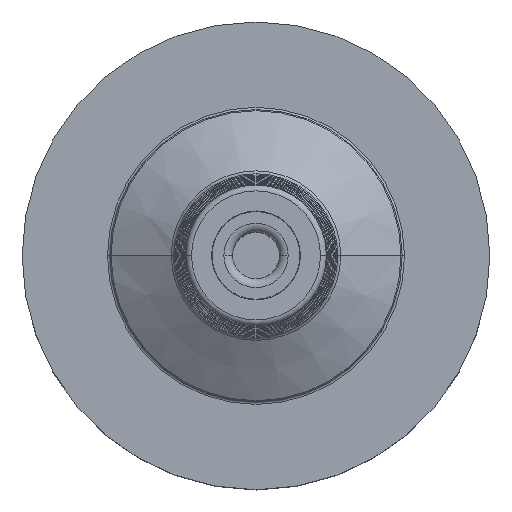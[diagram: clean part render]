
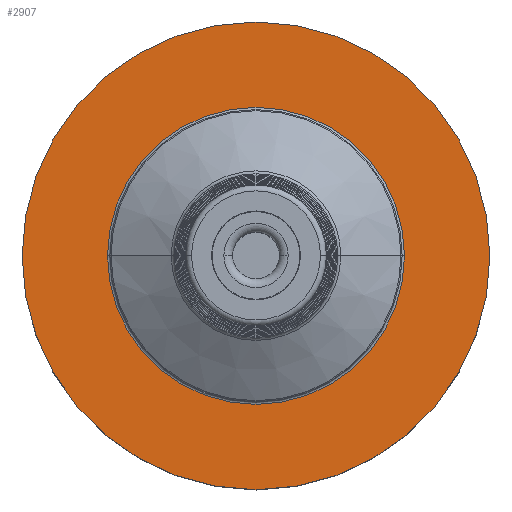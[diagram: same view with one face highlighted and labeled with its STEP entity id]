
A CAD part, top view. The second image highlights one B-rep face of the part: STEP entity #2907.
In plain terms, the highlighted planar face has unit normal (0, 0, 1).
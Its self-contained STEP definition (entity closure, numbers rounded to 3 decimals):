
#833=CARTESIAN_POINT('',(0.,0.,25.95));
#834=DIRECTION('',(0.,0.,1.));
#835=DIRECTION('',(1.,0.,0.));
#836=AXIS2_PLACEMENT_3D('',#833,#834,#835);
#849=CARTESIAN_POINT('',(0.,0.,25.95));
#850=DIRECTION('',(0.,0.,-1.));
#851=DIRECTION('',(1.,0.,0.));
#852=AXIS2_PLACEMENT_3D('',#849,#850,#851);
#872=CARTESIAN_POINT('',(0.,0.,25.95));
#873=DIRECTION('',(0.,0.,1.));
#874=DIRECTION('',(0.,1.,0.));
#875=AXIS2_PLACEMENT_3D('',#872,#873,#874);
#947=CARTESIAN_POINT('',(0.,0.,25.95));
#948=DIRECTION('',(0.,0.,1.));
#949=DIRECTION('',(0.,-1.,0.));
#950=AXIS2_PLACEMENT_3D('',#947,#948,#949);
#2035=CARTESIAN_POINT('',(25.4,0.,25.95));
#2036=VERTEX_POINT('',#2035);
#2037=CARTESIAN_POINT('',(-25.4,0.,25.95));
#2038=VERTEX_POINT('',#2037);
#2132=CARTESIAN_POINT('',(0.,-40.,25.95));
#2133=CARTESIAN_POINT('',(0.,40.,25.95));
#2134=VERTEX_POINT('',#2132);
#2135=VERTEX_POINT('',#2133);
#2892=CARTESIAN_POINT('',(0.,0.,25.95));
#2893=DIRECTION('',(0.,0.,-1.));
#2894=DIRECTION('',(0.,-1.,0.));
#2895=AXIS2_PLACEMENT_3D('',#2892,#2893,#2894);
#2896=PLANE('',#2895);
#2898=ORIENTED_EDGE('',*,*,#2897,.F.);
#2900=ORIENTED_EDGE('',*,*,#2899,.F.);
#2901=EDGE_LOOP('',(#2898,#2900));
#2902=FACE_OUTER_BOUND('',#2901,.F.);
#2903=ORIENTED_EDGE('',*,*,#2874,.T.);
#2904=ORIENTED_EDGE('',*,*,#2885,.F.);
#2905=EDGE_LOOP('',(#2903,#2904));
#2906=FACE_BOUND('',#2905,.F.);
#2907=ADVANCED_FACE('',(#2902,#2906),#2896,.F.);
#837=CIRCLE('',#836,25.4);
#853=CIRCLE('',#852,25.4);
#876=CIRCLE('',#875,40.);
#951=CIRCLE('',#950,40.);
#2874=EDGE_CURVE('',#2036,#2038,#837,.T.);
#2885=EDGE_CURVE('',#2036,#2038,#853,.T.);
#2897=EDGE_CURVE('',#2135,#2134,#876,.T.);
#2899=EDGE_CURVE('',#2134,#2135,#951,.T.);
